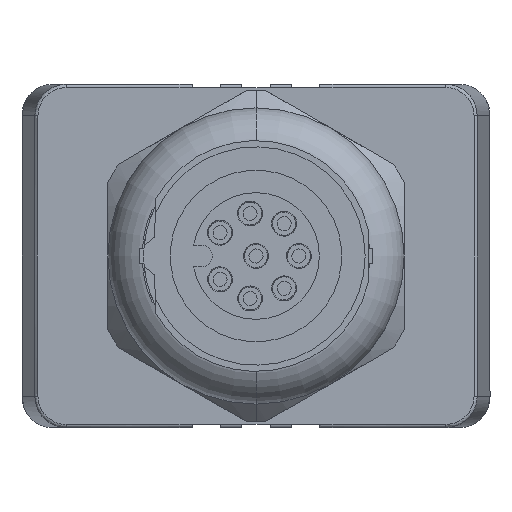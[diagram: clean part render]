
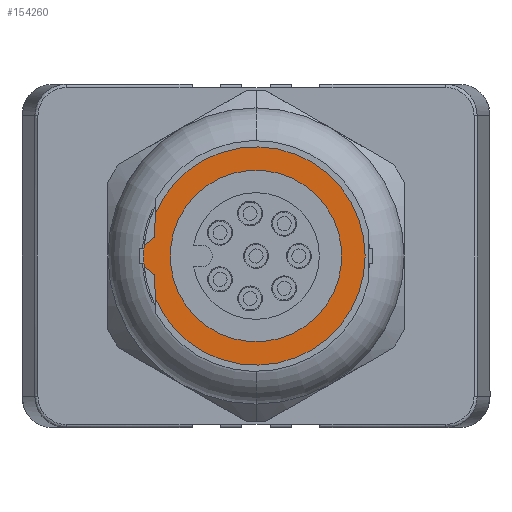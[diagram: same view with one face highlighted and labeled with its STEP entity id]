
A CAD part, left-side view. The second image highlights one B-rep face of the part: STEP entity #154260.
In plain terms, the highlighted planar face has unit normal (-1, 0, 0).
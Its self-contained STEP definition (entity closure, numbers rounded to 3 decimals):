
#150880=CARTESIAN_POINT('',(-43.21,7.2,
0.));
#150890=VERTEX_POINT('',#150880);
#150920=CARTESIAN_POINT('',(-43.21,0.,
0.));
#150930=DIRECTION('',(1.,0.,0.));
#150940=DIRECTION('',(0.,1.,0.));
#150950=AXIS2_PLACEMENT_3D('',#150920,#150930,#150940);
#150960=CIRCLE('',#150950,7.2);
#150970=CARTESIAN_POINT('',(-43.21,7.168,
-0.675));
#150980=VERTEX_POINT('',#150970);
#150990=EDGE_CURVE('',#150980,#150890,#150960,.T.);
#153340=CARTESIAN_POINT('',(-43.21,6.455,
2.708));
#153350=VERTEX_POINT('',#153340);
#153380=CARTESIAN_POINT('',(-43.21,6.081,
13.419));
#153390=DIRECTION('',(0.,0.035,
-0.999));
#153400=VECTOR('',#153390,1.);
#153410=LINE('',#153380,#153400);
#153420=CARTESIAN_POINT('',(-43.21,6.507,
1.21));
#153430=VERTEX_POINT('',#153420);
#153440=EDGE_CURVE('',#153350,#153430,#153410,.T.);
#153690=CARTESIAN_POINT('',(-43.21,4.446,
4.393));
#153700=DIRECTION('',(-1.,0.,0.));
#153710=DIRECTION('',(0.,-0.711,
-0.703));
#153720=AXIS2_PLACEMENT_3D('',#153690,#153700,#153710);
#153730=PLANE('',#153720);
#153740=CARTESIAN_POINT('',(-43.21,0.,
0.));
#153750=DIRECTION('',(-1.,0.,0.));
#153760=DIRECTION('',(0.,0.707,
-0.707));
#153770=AXIS2_PLACEMENT_3D('',#153740,#153750,#153760);
#153780=CIRCLE('',#153770,5.5);
#153790=CARTESIAN_POINT('',(-43.21,3.889,
-3.889));
#153800=VERTEX_POINT('',#153790);
#153810=CARTESIAN_POINT('',(-43.21,-3.889,
3.889));
#153820=VERTEX_POINT('',#153810);
#153830=EDGE_CURVE('',#153800,#153820,#153780,.T.);
#153840=ORIENTED_EDGE('',*,*,#153830,.F.);
#153850=EDGE_CURVE('',#153820,#153800,#153780,.T.);
#153860=ORIENTED_EDGE('',*,*,#153850,.F.);
#153870=EDGE_LOOP('',(#153860,#153840));
#153880=FACE_BOUND('',#153870,.T.);
#153890=ORIENTED_EDGE('',*,*,#150990,.F.);
#153900=CARTESIAN_POINT('',(-43.21,7.168,
0.675));
#153910=VERTEX_POINT('',#153900);
#153920=EDGE_CURVE('',#150890,#153910,#150960,.T.);
#153930=ORIENTED_EDGE('',*,*,#153920,.F.);
#153940=CARTESIAN_POINT('',(-43.21,-0.475,
6.864));
#153950=DIRECTION('',(0.,0.777,
-0.629));
#153960=VECTOR('',#153950,1.);
#153970=LINE('',#153940,#153960);
#153980=EDGE_CURVE('',#153430,#153910,#153970,.T.);
#153990=ORIENTED_EDGE('',*,*,#153980,.T.);
#154000=ORIENTED_EDGE('',*,*,#153440,.T.);
#154010=CARTESIAN_POINT('',(-43.21,0.,
0.));
#154020=DIRECTION('',(-1.,0.,0.));
#154030=DIRECTION('',(0.,0.707,
0.707));
#154040=AXIS2_PLACEMENT_3D('',#154010,#154020,#154030);
#154050=CIRCLE('',#154040,7.);
#154060=CARTESIAN_POINT('',(-43.21,6.455,
-2.708));
#154070=VERTEX_POINT('',#154060);
#154080=EDGE_CURVE('',#154070,#153350,#154050,.T.);
#154090=ORIENTED_EDGE('',*,*,#154080,.T.);
#154100=CARTESIAN_POINT('',(-43.21,6.452,
-2.782));
#154110=DIRECTION('',(0.,-0.035,
-0.999));
#154120=VECTOR('',#154110,1.);
#154130=LINE('',#154100,#154120);
#154140=CARTESIAN_POINT('',(-43.21,6.507,
-1.21));
#154150=VERTEX_POINT('',#154140);
#154160=EDGE_CURVE('',#154150,#154070,#154130,.T.);
#154170=ORIENTED_EDGE('',*,*,#154160,.T.);
#154180=CARTESIAN_POINT('',(-43.21,5.608,
-1.938));
#154190=DIRECTION('',(0.,-0.777,
-0.629));
#154200=VECTOR('',#154190,1.);
#154210=LINE('',#154180,#154200);
#154220=EDGE_CURVE('',#150980,#154150,#154210,.T.);
#154230=ORIENTED_EDGE('',*,*,#154220,.T.);
#154240=EDGE_LOOP('',(#154230,#154170,#154090,#154000,#153990,#153930,
#153890));
#154250=FACE_OUTER_BOUND('',#154240,.T.);
#154260=ADVANCED_FACE('',(#153880,#154250),#153730,.T.);
